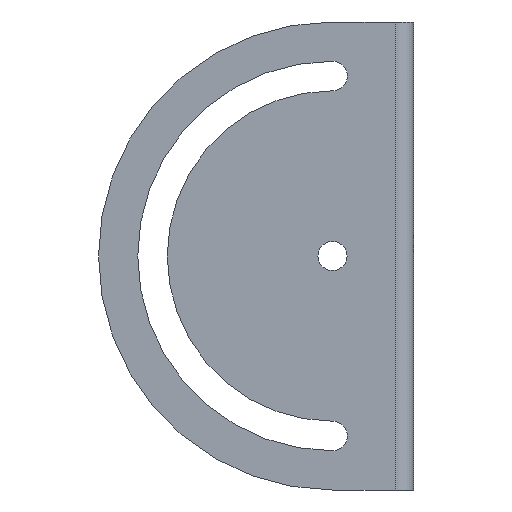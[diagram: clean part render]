
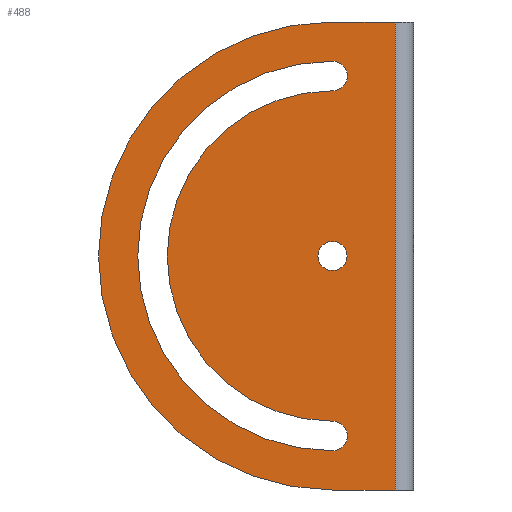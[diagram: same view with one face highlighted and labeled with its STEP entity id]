
A CAD part, left-side view. The second image highlights one B-rep face of the part: STEP entity #488.
In plain terms, the highlighted planar face has unit normal (-1, 0, 0).
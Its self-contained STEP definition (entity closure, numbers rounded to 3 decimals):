
#19=FACE_BOUND('',#73,.T.);
#20=FACE_BOUND('',#74,.T.);
#27=PLANE('',#554);
#43=FACE_OUTER_BOUND('',#72,.T.);
#72=EDGE_LOOP('',(#381,#382,#383,#384));
#73=EDGE_LOOP('',(#385,#386));
#74=EDGE_LOOP('',(#387,#388,#389,#390));
#102=LINE('',#780,#143);
#116=LINE('',#826,#157);
#117=LINE('',#827,#158);
#143=VECTOR('',#623,17.5);
#157=VECTOR('',#667,17.5);
#158=VECTOR('',#668,130.);
#174=CIRCLE('',#525,54.1);
#176=CIRCLE('',#528,45.9);
#178=CIRCLE('',#531,65.);
#180=CIRCLE('',#534,4.05);
#181=CIRCLE('',#535,4.05);
#195=CIRCLE('',#555,4.1);
#196=CIRCLE('',#556,4.1);
#204=VERTEX_POINT('',#734);
#205=VERTEX_POINT('',#735);
#208=VERTEX_POINT('',#743);
#209=VERTEX_POINT('',#744);
#212=VERTEX_POINT('',#752);
#213=VERTEX_POINT('',#753);
#216=VERTEX_POINT('',#761);
#217=VERTEX_POINT('',#762);
#224=VERTEX_POINT('',#778);
#241=VERTEX_POINT('',#825);
#252=EDGE_CURVE('',#204,#205,#174,.T.);
#256=EDGE_CURVE('',#208,#209,#176,.T.);
#260=EDGE_CURVE('',#212,#213,#178,.T.);
#264=EDGE_CURVE('',#216,#217,#180,.T.);
#265=EDGE_CURVE('',#217,#216,#181,.T.);
#273=EDGE_CURVE('',#213,#224,#102,.T.);
#297=EDGE_CURVE('',#212,#241,#116,.T.);
#298=EDGE_CURVE('',#241,#224,#117,.T.);
#299=EDGE_CURVE('',#205,#208,#195,.T.);
#300=EDGE_CURVE('',#209,#204,#196,.T.);
#381=ORIENTED_EDGE('',*,*,#297,.F.);
#382=ORIENTED_EDGE('',*,*,#260,.T.);
#383=ORIENTED_EDGE('',*,*,#273,.T.);
#384=ORIENTED_EDGE('',*,*,#298,.F.);
#385=ORIENTED_EDGE('',*,*,#264,.T.);
#386=ORIENTED_EDGE('',*,*,#265,.T.);
#387=ORIENTED_EDGE('',*,*,#299,.T.);
#388=ORIENTED_EDGE('',*,*,#256,.T.);
#389=ORIENTED_EDGE('',*,*,#300,.T.);
#390=ORIENTED_EDGE('',*,*,#252,.T.);
#488=ADVANCED_FACE('',(#43,#19,#20),#27,.F.);
#525=AXIS2_PLACEMENT_3D('',#736,#583,#584);
#528=AXIS2_PLACEMENT_3D('',#745,#591,#592);
#531=AXIS2_PLACEMENT_3D('',#754,#599,#600);
#534=AXIS2_PLACEMENT_3D('',#763,#607,#608);
#535=AXIS2_PLACEMENT_3D('',#764,#609,#610);
#554=AXIS2_PLACEMENT_3D('',#824,#665,#666);
#555=AXIS2_PLACEMENT_3D('',#828,#669,#670);
#556=AXIS2_PLACEMENT_3D('',#829,#671,#672);
#583=DIRECTION('center_axis',(1.,0.,0.));
#584=DIRECTION('ref_axis',(0.,1.,0.));
#591=DIRECTION('center_axis',(-1.,0.,0.));
#592=DIRECTION('ref_axis',(0.,1.,0.));
#599=DIRECTION('center_axis',(-1.,0.,0.));
#600=DIRECTION('ref_axis',(0.,1.,0.));
#607=DIRECTION('center_axis',(1.,0.,0.));
#608=DIRECTION('ref_axis',(0.,1.,0.));
#609=DIRECTION('center_axis',(1.,0.,0.));
#610=DIRECTION('ref_axis',(0.,1.,0.));
#623=DIRECTION('',(0.,-1.,0.));
#665=DIRECTION('center_axis',(1.,0.,0.));
#666=DIRECTION('ref_axis',(0.,0.,-1.));
#667=DIRECTION('',(0.,-1.,0.));
#668=DIRECTION('',(0.,0.,-1.));
#669=DIRECTION('center_axis',(1.,0.,0.));
#670=DIRECTION('ref_axis',(0.,1.,0.));
#671=DIRECTION('center_axis',(1.,0.,0.));
#672=DIRECTION('ref_axis',(0.,1.,0.));
#734=CARTESIAN_POINT('',(0.,22.5,-54.1));
#735=CARTESIAN_POINT('',(0.,22.5,54.1));
#736=CARTESIAN_POINT('Origin',(0.,22.5,0.));
#743=CARTESIAN_POINT('',(0.,22.5,45.9));
#744=CARTESIAN_POINT('',(0.,22.5,-45.9));
#745=CARTESIAN_POINT('Origin',(0.,22.5,0.));
#752=CARTESIAN_POINT('',(0.,22.5,65.));
#753=CARTESIAN_POINT('',(0.,22.5,-65.));
#754=CARTESIAN_POINT('Origin',(0.,22.5,0.));
#761=CARTESIAN_POINT('',(0.,26.55,0.));
#762=CARTESIAN_POINT('',(0.,18.45,0.));
#763=CARTESIAN_POINT('Origin',(0.,22.5,0.));
#764=CARTESIAN_POINT('Origin',(0.,22.5,0.));
#778=CARTESIAN_POINT('',(0.,5.,-65.));
#780=CARTESIAN_POINT('',(0.,22.5,-65.));
#824=CARTESIAN_POINT('Origin',(0.,5.,65.));
#825=CARTESIAN_POINT('',(0.,5.,65.));
#826=CARTESIAN_POINT('',(0.,22.5,65.));
#827=CARTESIAN_POINT('',(0.,5.,65.));
#828=CARTESIAN_POINT('Origin',(0.,22.5,50.));
#829=CARTESIAN_POINT('Origin',(0.,22.5,-50.));
